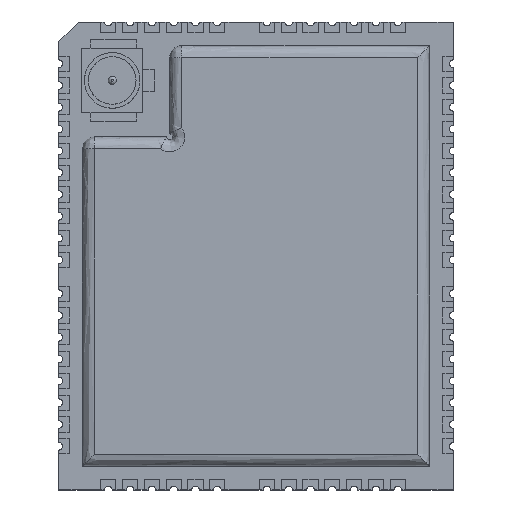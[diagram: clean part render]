
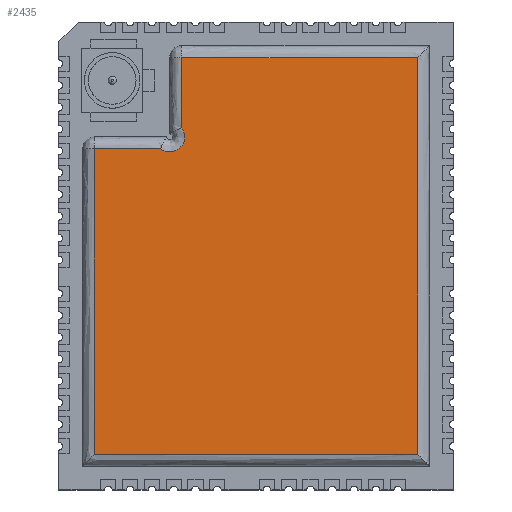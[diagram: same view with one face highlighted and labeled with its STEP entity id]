
A CAD part, top view. The second image highlights one B-rep face of the part: STEP entity #2435.
In plain terms, the highlighted free-form (B-spline) face has degree [1, 1] with [2, 2] control points.
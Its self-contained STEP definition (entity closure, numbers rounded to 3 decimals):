
#2196 = VERTEX_POINT('',#2197);
#2197 = CARTESIAN_POINT('',(2.167,20.705,2.648)
  );
#2203 = EDGE_CURVE('',#2196,#2204,#2206,.T.);
#2204 = VERTEX_POINT('',#2205);
#2205 = CARTESIAN_POINT('',(6.195,20.705,2.648)
  );
#2206 = B_SPLINE_CURVE_WITH_KNOTS('',1,(#2207,#2208),.UNSPECIFIED.,.F.,
  .F.,(2,2),(-3.851,-0.505),.PIECEWISE_BEZIER_KNOTS.);
#2207 = CARTESIAN_POINT('',(2.167,20.705,2.648)
  );
#2208 = CARTESIAN_POINT('',(6.195,20.705,2.648)
  );
#2239 = EDGE_CURVE('',#2204,#2240,#2242,.T.);
#2240 = VERTEX_POINT('',#2241);
#2241 = CARTESIAN_POINT('',(7.463,21.974,2.648)
  );
#2242 = ( BOUNDED_CURVE() B_SPLINE_CURVE(2,(#2243,#2244,#2245,#2246,
#2247),.UNSPECIFIED.,.F.,.F.) B_SPLINE_CURVE_WITH_KNOTS((3,2,3),(
    4.85,6.283,7.716),
.PIECEWISE_BEZIER_KNOTS.) CURVE() GEOMETRIC_REPRESENTATION_ITEM() 
RATIONAL_B_SPLINE_CURVE((1.,0.754,1.,0.754,1.)) 
REPRESENTATION_ITEM('') );
#2243 = CARTESIAN_POINT('',(6.195,20.705,2.648)
  );
#2244 = CARTESIAN_POINT('',(6.824,20.229,2.648)
  );
#2245 = CARTESIAN_POINT('',(7.382,20.787,2.648)
  );
#2246 = CARTESIAN_POINT('',(7.939,21.345,2.648)
  );
#2247 = CARTESIAN_POINT('',(7.463,21.974,2.648)
  );
#2298 = EDGE_CURVE('',#2240,#2299,#2301,.T.);
#2299 = VERTEX_POINT('',#2300);
#2300 = CARTESIAN_POINT('',(7.463,26.242,2.648)
  );
#2301 = B_SPLINE_CURVE_WITH_KNOTS('',1,(#2302,#2303),.UNSPECIFIED.,.F.,
  .F.,(2,2),(1.154,4.7),.PIECEWISE_BEZIER_KNOTS.);
#2302 = CARTESIAN_POINT('',(7.463,21.974,2.648)
  );
#2303 = CARTESIAN_POINT('',(7.463,26.242,2.648)
  );
#2415 = EDGE_CURVE('',#2299,#2416,#2418,.T.);
#2416 = VERTEX_POINT('',#2417);
#2417 = CARTESIAN_POINT('',(21.788,26.242,2.648
    ));
#2418 = B_SPLINE_CURVE_WITH_KNOTS('',1,(#2419,#2420),.UNSPECIFIED.,.F.,
  .F.,(2,2),(-1.6,10.3),.PIECEWISE_BEZIER_KNOTS.);
#2419 = CARTESIAN_POINT('',(7.463,26.242,2.648)
  );
#2420 = CARTESIAN_POINT('',(21.788,26.242,2.648
    ));
#2435 = ADVANCED_FACE('',(#2436),#2461,.T.);
#2436 = FACE_BOUND('',#2437,.T.);
#2437 = EDGE_LOOP('',(#2438,#2439,#2440,#2441,#2448,#2455,#2460));
#2438 = ORIENTED_EDGE('',*,*,#2298,.F.);
#2439 = ORIENTED_EDGE('',*,*,#2239,.F.);
#2440 = ORIENTED_EDGE('',*,*,#2203,.F.);
#2441 = ORIENTED_EDGE('',*,*,#2442,.F.);
#2442 = EDGE_CURVE('',#2443,#2196,#2445,.T.);
#2443 = VERTEX_POINT('',#2444);
#2444 = CARTESIAN_POINT('',(2.167,2.167,2.648)
  );
#2445 = B_SPLINE_CURVE_WITH_KNOTS('',1,(#2446,#2447),.UNSPECIFIED.,.F.,
  .F.,(2,2),(-13.,2.4),.PIECEWISE_BEZIER_KNOTS.);
#2446 = CARTESIAN_POINT('',(2.167,2.167,2.648)
  );
#2447 = CARTESIAN_POINT('',(2.167,20.705,2.648)
  );
#2448 = ORIENTED_EDGE('',*,*,#2449,.F.);
#2449 = EDGE_CURVE('',#2450,#2443,#2452,.T.);
#2450 = VERTEX_POINT('',#2451);
#2451 = CARTESIAN_POINT('',(21.788,2.167,2.648)
  );
#2452 = B_SPLINE_CURVE_WITH_KNOTS('',1,(#2453,#2454),.UNSPECIFIED.,.F.,
  .F.,(2,2),(-3.851,12.449),.PIECEWISE_BEZIER_KNOTS.);
#2453 = CARTESIAN_POINT('',(21.788,2.167,2.648)
  );
#2454 = CARTESIAN_POINT('',(2.167,2.167,2.648)
  );
#2455 = ORIENTED_EDGE('',*,*,#2456,.F.);
#2456 = EDGE_CURVE('',#2416,#2450,#2457,.T.);
#2457 = B_SPLINE_CURVE_WITH_KNOTS('',1,(#2458,#2459),.UNSPECIFIED.,.F.,
  .F.,(2,2),(-4.776,15.224),.PIECEWISE_BEZIER_KNOTS.);
#2458 = CARTESIAN_POINT('',(21.788,26.242,2.648
    ));
#2459 = CARTESIAN_POINT('',(21.788,2.167,2.648)
  );
#2460 = ORIENTED_EDGE('',*,*,#2415,.F.);
#2461 = B_SPLINE_SURFACE_WITH_KNOTS('',1,1,(
    (#2462,#2463)
    ,(#2464,#2465
    )),.UNSPECIFIED.,.F.,.F.,.F.,(2,2),(2,2),(-8.15,8.15),(-10.,10.),
  .PIECEWISE_BEZIER_KNOTS.);
#2462 = CARTESIAN_POINT('',(2.167,2.167,2.648)
  );
#2463 = CARTESIAN_POINT('',(2.167,26.242,2.648)
  );
#2464 = CARTESIAN_POINT('',(21.788,2.167,2.648)
  );
#2465 = CARTESIAN_POINT('',(21.788,26.242,2.648
    ));
